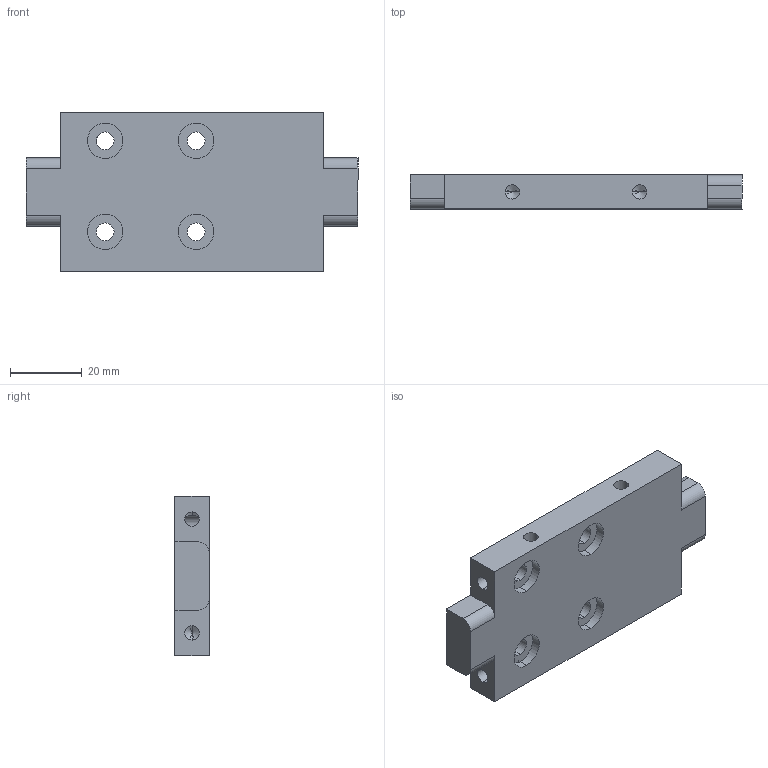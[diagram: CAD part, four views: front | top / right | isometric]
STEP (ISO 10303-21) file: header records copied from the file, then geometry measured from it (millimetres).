
FILE_DESCRIPTION (( 'STEP AP214' ), '1' );
FILE_NAME ('Gearbox Plate.STEP', '2024-10-22T02:12:39', ( '' ), ( '' ), 'SwSTEP 2.0', 'SolidWorks 2024', '' );
FILE_SCHEMA (( 'AUTOMOTIVE_DESIGN' ));
Length unit declared in the file: inch
Products named in the file (1): Gearbox Plate
Bounding box: 92.71 x 9.53 x 44.45 mm (x, y, z)
Volume: 32163.9 mm3; surface area: 11392.1 mm2
Topology: 1 solids, 1 shells, 72 faces, 186 edges, 112 vertices
Faces by surface type: cylinder 38, plane 18, cone 16
Entity records: 2203 total; most frequent: CARTESIAN_POINT 417, DIRECTION 388, ORIENTED_EDGE 344, EDGE_CURVE 172, AXIS2_PLACEMENT_3D 149, VERTEX_POINT 112, EDGE_LOOP 92, LINE 90
